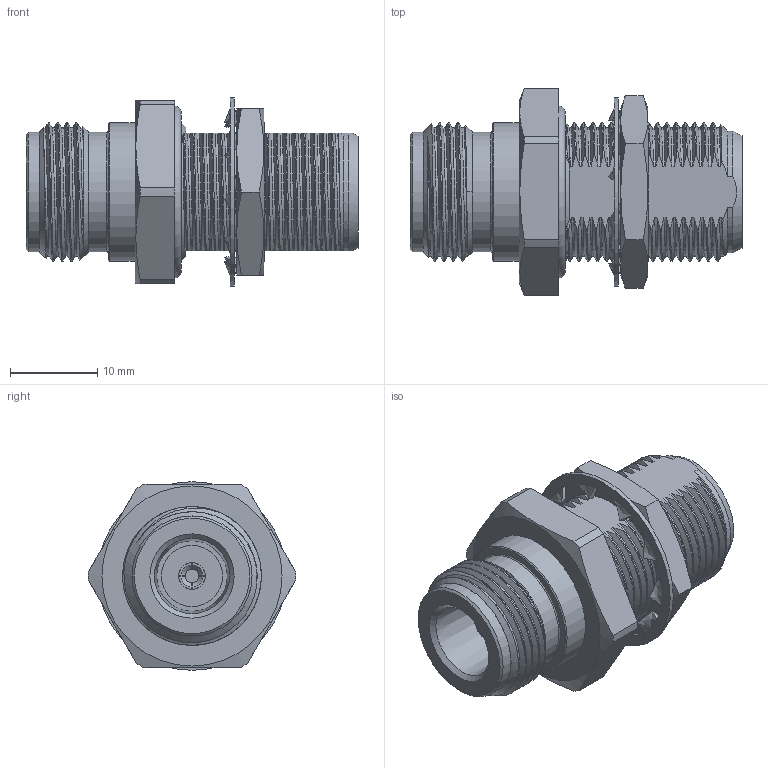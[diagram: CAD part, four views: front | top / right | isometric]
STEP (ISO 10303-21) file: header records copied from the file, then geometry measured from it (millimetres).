
FILE_DESCRIPTION (( 'STEP AP203' ), '1' );
FILE_NAME ('PE91179_3D.step', '2020-06-16T19:07:52', ( '' ), ( '' ), 'SwSTEP 2.0', 'SolidWorks 2018', '' );
FILE_SCHEMA (( 'CONFIG_CONTROL_DESIGN' ));
Products named in the file (1): PE91179_3D
Bounding box: 38 x 23.71 x 21.59 mm (x, y, z)
Volume: 6863.8 mm3; surface area: 5229.6 mm2
Topology: 4 solids, 4 shells, 343 faces, 997 edges, 672 vertices
Faces by surface type: bspline 155, cylinder 81, plane 69, cone 37, torus 1
Full cylindrical faces by diameter (mm): 1.524 x2, 3.048 x2, 6.985 x2, 13.716 x2, 15.875 x2, 20.032 x1, 21.59 x1
Entity records: 82873 total; most frequent: CARTESIAN_POINT 75704, ORIENTED_EDGE 1930, EDGE_CURVE 965, DIRECTION 885, VERTEX_POINT 663, EDGE_LOOP 380, B_SPLINE_CURVE_WITH_KNOTS 379, FACE_OUTER_BOUND 355
